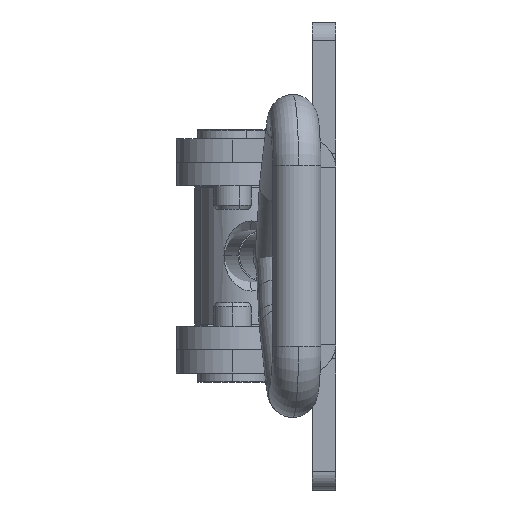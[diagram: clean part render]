
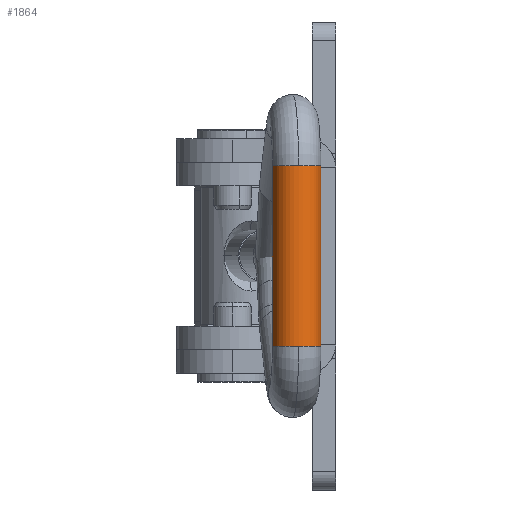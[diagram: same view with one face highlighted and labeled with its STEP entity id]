
A CAD part, left-side view. The second image highlights one B-rep face of the part: STEP entity #1864.
In plain terms, the highlighted cylindrical face has radius 2.59 mm (diameter 5.18 mm), a partial arc.
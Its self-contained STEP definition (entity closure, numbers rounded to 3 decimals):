
#68 = AXIS2_PLACEMENT_3D ( 'NONE', #3838, #4253, #2327 ) ;
#127 = DIRECTION ( 'NONE',  ( -1., 0., 0. ) ) ;
#135 = DIRECTION ( 'NONE',  ( 0., 0., 1. ) ) ;
#161 = CARTESIAN_POINT ( 'NONE',  ( 9.65, 77.41, 0. ) ) ;
#172 = DIRECTION ( 'NONE',  ( -1., 0., 0. ) ) ;
#212 = ORIENTED_EDGE ( 'NONE', *, *, #1311, .T. ) ;
#239 = EDGE_CURVE ( 'NONE', #1037, #2297, #1034, .T. ) ;
#539 = EDGE_LOOP ( 'NONE', ( #2116, #212, #3536, #3431, #3214, #656 ) ) ;
#656 = ORIENTED_EDGE ( 'NONE', *, *, #3242, .F. ) ;
#740 = CYLINDRICAL_SURFACE ( 'NONE', #3847, 2.59 ) ;
#787 = CIRCLE ( 'NONE', #4226, 2.59 ) ;
#882 = CARTESIAN_POINT ( 'NONE',  ( -9.65, 77.41, 2.59 ) ) ;
#993 = EDGE_CURVE ( 'NONE', #1009, #2992, #1138, .T. ) ;
#1009 = VERTEX_POINT ( 'NONE', #2438 ) ;
#1034 = LINE ( 'NONE', #3098, #1747 ) ;
#1037 = VERTEX_POINT ( 'NONE', #2391 ) ;
#1138 = CIRCLE ( 'NONE', #1528, 2.59 ) ;
#1223 = CARTESIAN_POINT ( 'NONE',  ( 9.65, 77.41, 2.59 ) ) ;
#1288 = CARTESIAN_POINT ( 'NONE',  ( -9.65, 77.41, 0. ) ) ;
#1309 = DIRECTION ( 'NONE',  ( 0., 0., 1. ) ) ;
#1311 = EDGE_CURVE ( 'NONE', #2992, #1037, #4559, .T. ) ;
#1437 = LINE ( 'NONE', #1223, #4119 ) ;
#1528 = AXIS2_PLACEMENT_3D ( 'NONE', #2488, #2481, #2466 ) ;
#1667 = CARTESIAN_POINT ( 'NONE',  ( 9.65, 77.41, 0. ) ) ;
#1708 = DIRECTION ( 'NONE',  ( -1., 0., 0. ) ) ;
#1747 = VECTOR ( 'NONE', #1708, 1000. ) ;
#1805 = CARTESIAN_POINT ( 'NONE',  ( 9.65, 80., 0. ) ) ;
#1864 = ADVANCED_FACE ( 'NONE', ( #2621 ), #740, .T. ) ;
#1988 = VERTEX_POINT ( 'NONE', #882 ) ;
#2116 = ORIENTED_EDGE ( 'NONE', *, *, #993, .T. ) ;
#2297 = VERTEX_POINT ( 'NONE', #4228 ) ;
#2327 = DIRECTION ( 'NONE',  ( 0., 0., 1. ) ) ;
#2391 = CARTESIAN_POINT ( 'NONE',  ( 9.65, 77.41, -2.59 ) ) ;
#2422 = CIRCLE ( 'NONE', #68, 2.59 ) ;
#2438 = CARTESIAN_POINT ( 'NONE',  ( 9.65, 77.41, 2.59 ) ) ;
#2466 = DIRECTION ( 'NONE',  ( 0., 0., 1. ) ) ;
#2476 = EDGE_CURVE ( 'NONE', #1988, #3093, #787, .T. ) ;
#2481 = DIRECTION ( 'NONE',  ( -1., 0., 0. ) ) ;
#2488 = CARTESIAN_POINT ( 'NONE',  ( 9.65, 77.41, 0. ) ) ;
#2538 = CARTESIAN_POINT ( 'NONE',  ( -9.65, 80., 0. ) ) ;
#2621 = FACE_OUTER_BOUND ( 'NONE', #539, .T. ) ;
#2670 = DIRECTION ( 'NONE',  ( 0., 0., 1. ) ) ;
#2900 = DIRECTION ( 'NONE',  ( -1., 0., 0. ) ) ;
#2992 = VERTEX_POINT ( 'NONE', #1805 ) ;
#3089 = AXIS2_PLACEMENT_3D ( 'NONE', #1667, #172, #135 ) ;
#3093 = VERTEX_POINT ( 'NONE', #2538 ) ;
#3098 = CARTESIAN_POINT ( 'NONE',  ( 9.65, 77.41, -2.59 ) ) ;
#3214 = ORIENTED_EDGE ( 'NONE', *, *, #2476, .F. ) ;
#3242 = EDGE_CURVE ( 'NONE', #1009, #1988, #1437, .T. ) ;
#3431 = ORIENTED_EDGE ( 'NONE', *, *, #3801, .F. ) ;
#3536 = ORIENTED_EDGE ( 'NONE', *, *, #239, .T. ) ;
#3801 = EDGE_CURVE ( 'NONE', #3093, #2297, #2422, .T. ) ;
#3838 = CARTESIAN_POINT ( 'NONE',  ( -9.65, 77.41, 0. ) ) ;
#3847 = AXIS2_PLACEMENT_3D ( 'NONE', #161, #4506, #1309 ) ;
#4119 = VECTOR ( 'NONE', #127, 1000. ) ;
#4226 = AXIS2_PLACEMENT_3D ( 'NONE', #1288, #2900, #2670 ) ;
#4228 = CARTESIAN_POINT ( 'NONE',  ( -9.65, 77.41, -2.59 ) ) ;
#4253 = DIRECTION ( 'NONE',  ( -1., 0., 0. ) ) ;
#4506 = DIRECTION ( 'NONE',  ( -1., 0., 0. ) ) ;
#4559 = CIRCLE ( 'NONE', #3089, 2.59 ) ;
